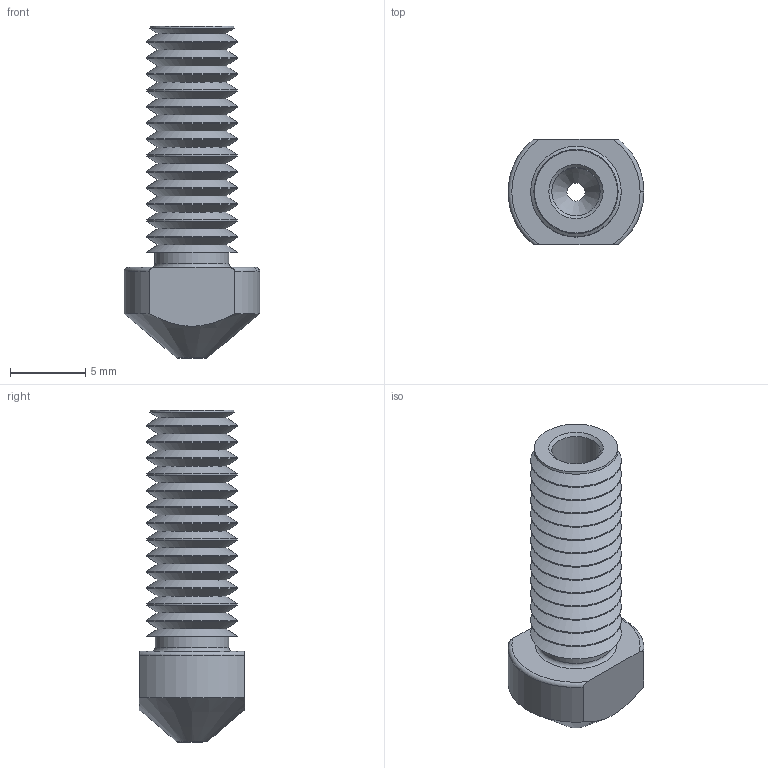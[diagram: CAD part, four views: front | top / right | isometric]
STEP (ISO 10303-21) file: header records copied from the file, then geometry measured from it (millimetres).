
FILE_DESCRIPTION(('FreeCAD Model'),'2;1');
FILE_NAME('1.2mm-MOARstruder-nozzle_PP-MP0155_revB.step','2016-10-12T15:08:44',('Author'),(''), 'Open CASCADE STEP processor 6.8','FreeCAD','Unknown');
FILE_SCHEMA(('AUTOMOTIVE_DESIGN_CC2 { 1 2 10303 214 -1 1 5 4 }'));
Length unit declared in the file: millimetre
Products named in the file (2): ASSEMBLY; Chamfer001
Assembly tree (1 placements, depth 2):
  ASSEMBLY
    Chamfer001
Bounding box: 8.99 x 7 x 22 mm (x, y, z)
Volume: 442 mm3; surface area: 873.2 mm2
Topology: 1 solids, 1 shells, 62 faces, 126 edges, 68 vertices
Faces by surface type: cone 32, cylinder 19, plane 6, torus 5
Full cylindrical faces by diameter (mm): 1.2 x1, 3.2 x1, 4.9 x1, 6 x13
Entity records: 4590 total; most frequent: CARTESIAN_POINT 1910, DIRECTION 533, LINE 263, VECTOR 263, ORIENTED_EDGE 252, PCURVE 252, DEFINITIONAL_REPRESENTATION 252, AXIS2_PLACEMENT_3D 131
